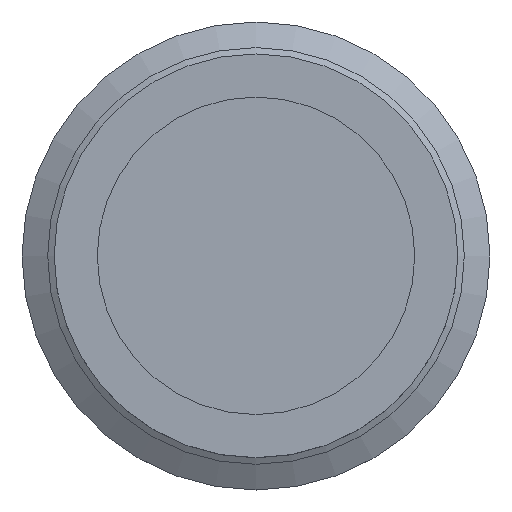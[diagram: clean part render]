
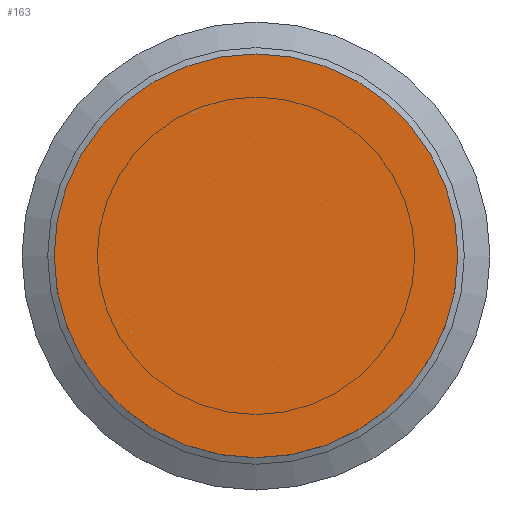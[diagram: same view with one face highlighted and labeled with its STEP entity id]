
A CAD part, top view. The second image highlights one B-rep face of the part: STEP entity #163.
In plain terms, the highlighted planar face has unit normal (0, 0, 1).
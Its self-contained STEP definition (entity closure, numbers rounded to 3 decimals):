
#95=PLANE('',#365);
#99=FACE_OUTER_BOUND('',#236,.T.);
#163=ADVANCED_FACE('',(#99),#95,.T.);
#236=EDGE_LOOP('',(#272));
#272=ORIENTED_EDGE('',*,*,#311,.F.);
#293=VERTEX_POINT('',#493);
#311=EDGE_CURVE('',#293,#293,#329,.T.);
#329=CIRCLE('',#362,9.36);
#362=AXIS2_PLACEMENT_3D('',#492,#429,#430);
#365=AXIS2_PLACEMENT_3D('',#497,#435,#436);
#429=DIRECTION('',(0.,0.,-1.));
#430=DIRECTION('',(-1.,0.,0.));
#435=DIRECTION('',(0.,0.,1.));
#436=DIRECTION('',(1.,0.,0.));
#492=CARTESIAN_POINT('',(0.,0.,0.));
#493=CARTESIAN_POINT('',(-9.36,0.,0.));
#497=CARTESIAN_POINT('',(0.,9.36,0.));
